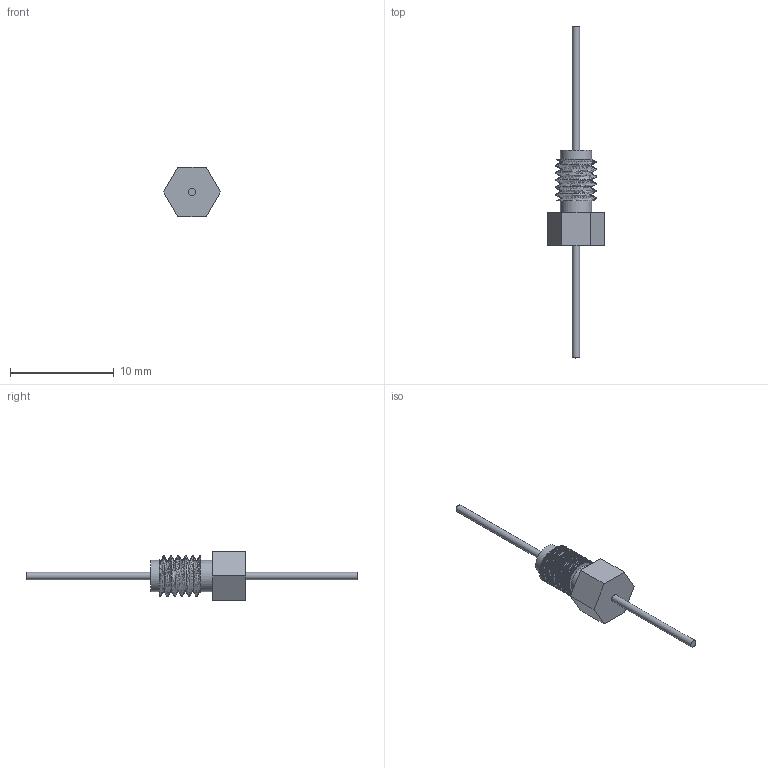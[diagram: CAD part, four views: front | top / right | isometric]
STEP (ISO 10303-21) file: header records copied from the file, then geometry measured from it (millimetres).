
FILE_DESCRIPTION(('FreeCAD Model'),'2;1');
FILE_NAME('Open CASCADE Shape Model','2023-11-08T10:29:49',(''),(''), 'Open CASCADE STEP processor 7.6','FreeCAD','Unknown');
FILE_SCHEMA(('AUTOMOTIVE_DESIGN { 1 0 10303 214 1 1 1 1 }'));
Length unit declared in the file: millimetre
Products named in the file (1): Raw
Bounding box: 5.48 x 32 x 4.75 mm (x, y, z)
Volume: 123.2 mm3; surface area: 238.5 mm2
Topology: 1 solids, 1 shells, 23 faces, 43 edges, 27 vertices
Faces by surface type: plane 13, bspline 6, cylinder 4
Full cylindrical faces by diameter (mm): 0.7 x2, 3 x2
Entity records: 11787 total; most frequent: CARTESIAN_POINT 11338, ORIENTED_EDGE 86, DIRECTION 74, EDGE_CURVE 43, FACE_BOUND 28, EDGE_LOOP 28, VERTEX_POINT 27, AXIS2_PLACEMENT_3D 26
